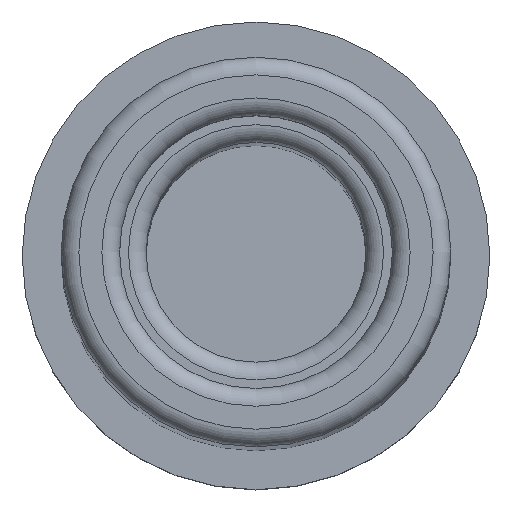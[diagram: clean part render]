
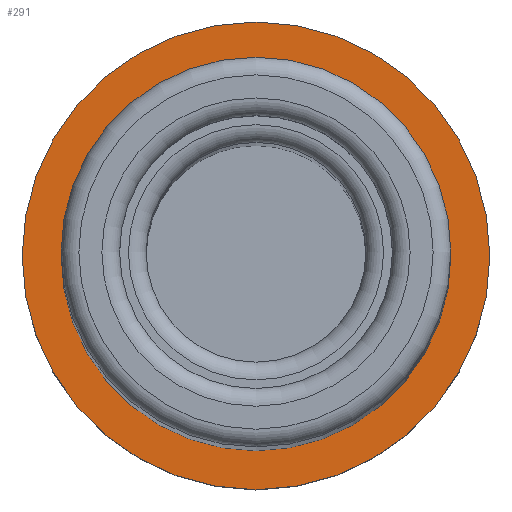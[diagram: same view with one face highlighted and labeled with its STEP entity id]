
A CAD part, top view. The second image highlights one B-rep face of the part: STEP entity #291.
In plain terms, the highlighted planar face has unit normal (0, 0, 1).
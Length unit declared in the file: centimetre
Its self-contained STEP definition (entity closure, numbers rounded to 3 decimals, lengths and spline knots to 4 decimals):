
#109=PLANE('',#323);
#119=CIRCLE('',#309,0.1397);
#126=CIRCLE('',#324,0.1676);
#140=VERTEX_POINT('',#479);
#147=VERTEX_POINT('',#501);
#160=EDGE_CURVE('',#140,#140,#119,.T.);
#167=EDGE_CURVE('',#147,#147,#126,.T.);
#198=ORIENTED_EDGE('',*,*,#167,.F.);
#199=ORIENTED_EDGE('',*,*,#160,.F.);
#234=EDGE_LOOP('',(#198));
#235=EDGE_LOOP('',(#199));
#270=FACE_BOUND('',#234,.T.);
#271=FACE_BOUND('',#235,.T.);
#291=ADVANCED_FACE('',(#270,#271),#109,.F.);
#309=AXIS2_PLACEMENT_3D('',#478,#353,#354);
#323=AXIS2_PLACEMENT_3D('',#499,#378,$);
#324=AXIS2_PLACEMENT_3D('',#500,#379,#380);
#353=DIRECTION('',(0.,0.,1.));
#354=DIRECTION('',(0.14,0.,0.));
#378=DIRECTION('',(0.,0.,-1.));
#379=DIRECTION('',(0.,0.,-1.));
#380=DIRECTION('',(-0.168,0.,0.));
#478=CARTESIAN_POINT('',(0.,0.,-1.5621));
#479=CARTESIAN_POINT('',(0.1397,0.,-1.5621));
#499=CARTESIAN_POINT('',(0.,0.,-1.5621));
#500=CARTESIAN_POINT('',(0.,0.,-1.5621));
#501=CARTESIAN_POINT('',(-0.1676,0.,-1.5621));
